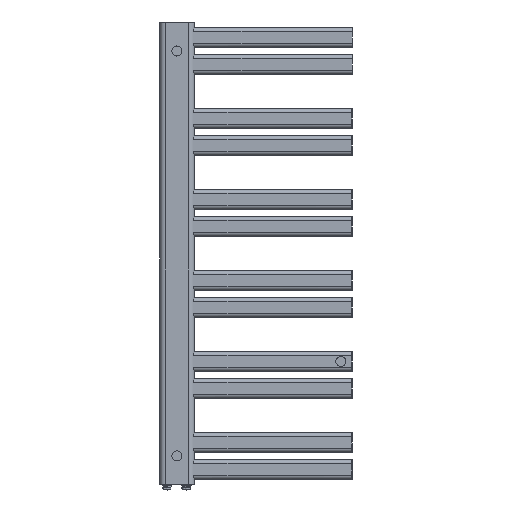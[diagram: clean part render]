
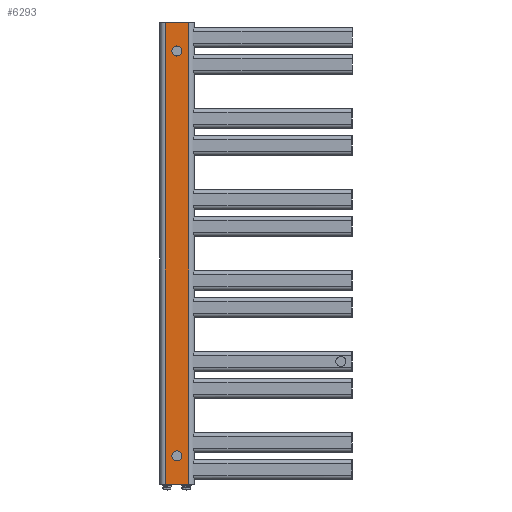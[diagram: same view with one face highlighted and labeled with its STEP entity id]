
A CAD part, top view. The second image highlights one B-rep face of the part: STEP entity #6293.
In plain terms, the highlighted planar face has unit normal (0, 0, 1).
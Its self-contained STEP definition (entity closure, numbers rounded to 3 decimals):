
#2711=DIRECTION('',(0.,1.,0.));
#2712=VECTOR('',#2711,1196.4);
#2713=CARTESIAN_POINT('',(75.,2.,15.));
#2714=LINE('',#2713,#2712);
#3721=DIRECTION('',(1.,0.,0.));
#3722=VECTOR('',#3721,60.);
#3723=CARTESIAN_POINT('',(15.,1198.4,15.));
#3724=LINE('',#3723,#3722);
#3728=DIRECTION('',(-1.,0.,0.));
#3729=VECTOR('',#3728,60.);
#3730=CARTESIAN_POINT('',(75.,2.,15.));
#3731=LINE('',#3730,#3729);
#3735=DIRECTION('',(0.,1.,0.));
#3736=VECTOR('',#3735,1196.4);
#3737=CARTESIAN_POINT('',(15.,2.,15.));
#3738=LINE('',#3737,#3736);
#3742=CARTESIAN_POINT('',(45.,1125.2,15.));
#3743=DIRECTION('',(0.,0.,1.));
#3744=DIRECTION('',(1.,0.,0.));
#3745=AXIS2_PLACEMENT_3D('',#3742,#3743,#3744);
#3750=CARTESIAN_POINT('',(45.,1125.2,15.));
#3751=DIRECTION('',(0.,0.,1.));
#3752=DIRECTION('',(-1.,0.,0.));
#3753=AXIS2_PLACEMENT_3D('',#3750,#3751,#3752);
#3758=CARTESIAN_POINT('',(45.,75.2,15.));
#3759=DIRECTION('',(0.,0.,1.));
#3760=DIRECTION('',(1.,0.,0.));
#3761=AXIS2_PLACEMENT_3D('',#3758,#3759,#3760);
#3766=CARTESIAN_POINT('',(45.,75.2,15.));
#3767=DIRECTION('',(0.,0.,1.));
#3768=DIRECTION('',(-1.,0.,0.));
#3769=AXIS2_PLACEMENT_3D('',#3766,#3767,#3768);
#5392=CARTESIAN_POINT('',(15.,1198.4,15.));
#5393=VERTEX_POINT('',#5392);
#5396=CARTESIAN_POINT('',(75.,1198.4,15.));
#5397=VERTEX_POINT('',#5396);
#5402=CARTESIAN_POINT('',(75.,2.,15.));
#5403=CARTESIAN_POINT('',(15.,2.,15.));
#5404=VERTEX_POINT('',#5402);
#5405=VERTEX_POINT('',#5403);
#5446=CARTESIAN_POINT('',(54.75,1125.2,15.));
#5447=CARTESIAN_POINT('',(35.25,1125.2,15.));
#5448=VERTEX_POINT('',#5446);
#5449=VERTEX_POINT('',#5447);
#5450=CARTESIAN_POINT('',(54.75,75.2,15.));
#5451=CARTESIAN_POINT('',(35.25,75.2,15.));
#5452=VERTEX_POINT('',#5450);
#5453=VERTEX_POINT('',#5451);
#6270=CARTESIAN_POINT('',(15.,0.,15.));
#6271=DIRECTION('',(0.,0.,1.));
#6272=DIRECTION('',(1.,0.,0.));
#6273=AXIS2_PLACEMENT_3D('',#6270,#6271,#6272);
#6274=PLANE('',#6273);
#6276=ORIENTED_EDGE('',*,*,#6275,.T.);
#6277=ORIENTED_EDGE('',*,*,#5626,.F.);
#6278=ORIENTED_EDGE('',*,*,#5568,.T.);
#6280=ORIENTED_EDGE('',*,*,#6279,.T.);
#6281=EDGE_LOOP('',(#6276,#6277,#6278,#6280));
#6282=FACE_OUTER_BOUND('',#6281,.F.);
#6283=ORIENTED_EDGE('',*,*,#6250,.T.);
#6284=ORIENTED_EDGE('',*,*,#6264,.T.);
#6285=EDGE_LOOP('',(#6283,#6284));
#6286=FACE_BOUND('',#6285,.F.);
#6288=ORIENTED_EDGE('',*,*,#6287,.T.);
#6290=ORIENTED_EDGE('',*,*,#6289,.T.);
#6291=EDGE_LOOP('',(#6288,#6290));
#6292=FACE_BOUND('',#6291,.F.);
#3746=CIRCLE('',#3745,9.75);
#3754=CIRCLE('',#3753,9.75);
#3762=CIRCLE('',#3761,9.75);
#3770=CIRCLE('',#3769,9.75);
#5568=EDGE_CURVE('',#5404,#5405,#3731,.T.);
#5626=EDGE_CURVE('',#5404,#5397,#2714,.T.);
#6250=EDGE_CURVE('',#5448,#5449,#3746,.T.);
#6264=EDGE_CURVE('',#5449,#5448,#3754,.T.);
#6275=EDGE_CURVE('',#5393,#5397,#3724,.T.);
#6279=EDGE_CURVE('',#5405,#5393,#3738,.T.);
#6287=EDGE_CURVE('',#5452,#5453,#3762,.T.);
#6289=EDGE_CURVE('',#5453,#5452,#3770,.T.);
#6293=ADVANCED_FACE('',(#6282,#6286,#6292),#6274,.T.);
